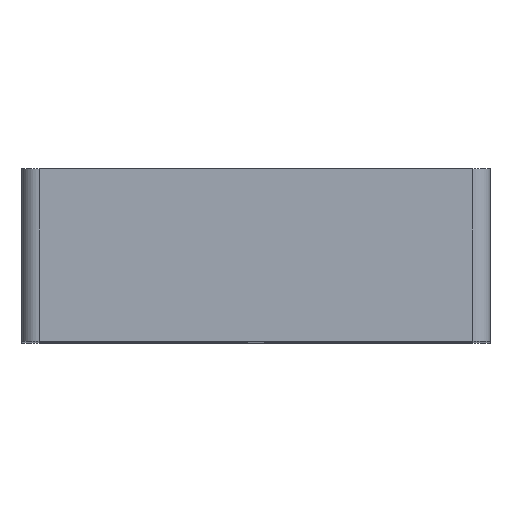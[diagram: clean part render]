
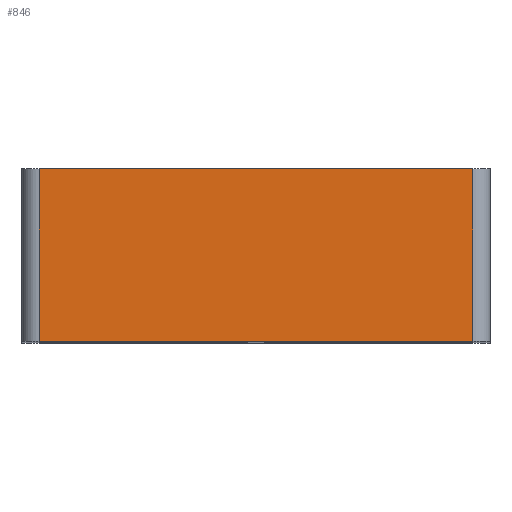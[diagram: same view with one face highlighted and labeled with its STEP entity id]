
A CAD part, top view. The second image highlights one B-rep face of the part: STEP entity #846.
In plain terms, the highlighted planar face has unit normal (0, 0, 1).
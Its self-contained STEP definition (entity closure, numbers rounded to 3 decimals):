
#345=CARTESIAN_POINT('',(-125.5,97.0,298.0));
#346=VERTEX_POINT('',#345);
#354=CARTESIAN_POINT('',(125.5,97.0,298.0));
#355=VERTEX_POINT('',#354);
#356=CARTESIAN_POINT('',(-125.5,97.0,298.0));
#357=DIRECTION('',(1.0,0.0,0.0));
#358=VECTOR('',#357,251.0);
#359=LINE('',#356,#358);
#360=EDGE_CURVE('',#346,#355,#359,.T.);
#710=CARTESIAN_POINT('',(125.5,-3.0,298.0));
#711=VERTEX_POINT('',#710);
#719=CARTESIAN_POINT('',(-125.5,-3.0,298.0));
#720=VERTEX_POINT('',#719);
#721=CARTESIAN_POINT('',(125.5,-3.0,298.0));
#722=DIRECTION('',(-1.0,0.0,0.0));
#723=VECTOR('',#722,251.0);
#724=LINE('',#721,#723);
#725=EDGE_CURVE('',#711,#720,#724,.T.);
#821=CARTESIAN_POINT('',(125.5,97.0,298.0));
#822=DIRECTION('',(0.0,-1.0,0.0));
#823=VECTOR('',#822,100.0);
#824=LINE('',#821,#823);
#825=EDGE_CURVE('',#355,#711,#824,.T.);
#830=CARTESIAN_POINT('',(-135.5,0.0,298.0));
#831=DIRECTION('',(0.0,0.0,1.0));
#832=DIRECTION('',(1.0,0.0,0.0));
#833=AXIS2_PLACEMENT_3D('',#830,#831,#832);
#834=PLANE('',#833);
#835=ORIENTED_EDGE('',*,*,#825,.F.);
#836=ORIENTED_EDGE('',*,*,#360,.F.);
#837=CARTESIAN_POINT('',(-125.5,-3.0,298.0));
#838=DIRECTION('',(0.0,1.0,0.0));
#839=VECTOR('',#838,100.0);
#840=LINE('',#837,#839);
#841=EDGE_CURVE('',#720,#346,#840,.T.);
#842=ORIENTED_EDGE('',*,*,#841,.F.);
#843=ORIENTED_EDGE('',*,*,#725,.F.);
#844=EDGE_LOOP('',(#835,#836,#842,#843));
#845=FACE_OUTER_BOUND('',#844,.T.);
#846=ADVANCED_FACE('',(#845),#834,.T.);
